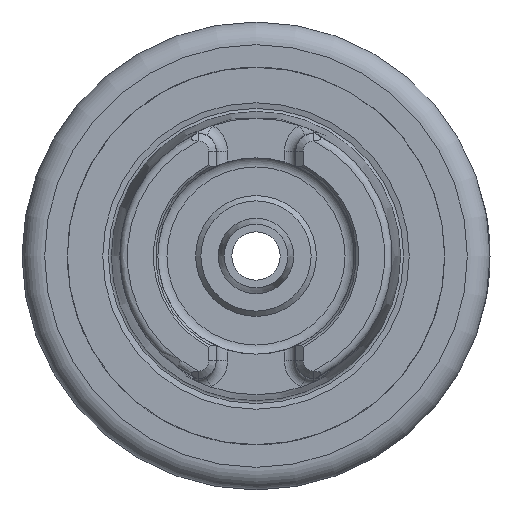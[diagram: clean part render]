
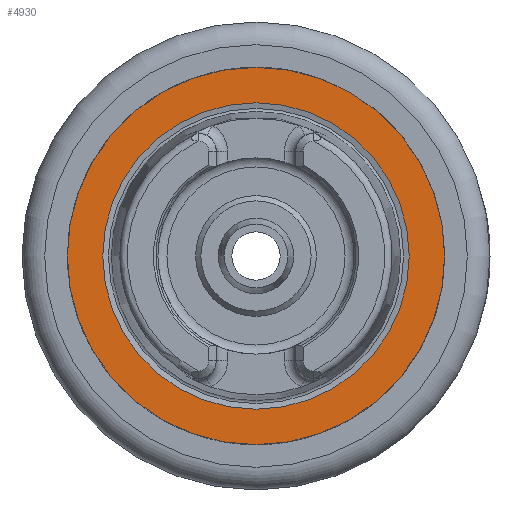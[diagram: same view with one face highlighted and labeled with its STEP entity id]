
A CAD part, left-side view. The second image highlights one B-rep face of the part: STEP entity #4930.
In plain terms, the highlighted planar face has unit normal (-1, 0, 0).
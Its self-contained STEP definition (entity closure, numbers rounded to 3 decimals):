
#4896=CARTESIAN_POINT('',(0.0,20.296,0.0));
#4897=VERTEX_POINT('',#4896);
#4898=CARTESIAN_POINT('',(0.0,0.0,0.0));
#4899=DIRECTION('',(1.0,0.0,0.0));
#4900=DIRECTION('',(0.0,1.0,0.0));
#4901=AXIS2_PLACEMENT_3D('',#4898,#4899,#4900);
#4902=CIRCLE('',#4901,20.296);
#4903=EDGE_CURVE('',#4897,#4897,#4902,.T.);
#4911=CARTESIAN_POINT('',(0.0,22.648,0.0));
#4912=DIRECTION('',(-1.0,0.0,0.0));
#4913=DIRECTION('',(0.0,0.0,1.0));
#4914=AXIS2_PLACEMENT_3D('',#4911,#4912,#4913);
#4915=PLANE('',#4914);
#4916=CARTESIAN_POINT('',(0.0,25.,0.0));
#4917=VERTEX_POINT('',#4916);
#4918=CARTESIAN_POINT('',(0.0,0.0,0.0));
#4919=DIRECTION('',(1.0,0.0,0.0));
#4920=DIRECTION('',(0.0,1.0,0.0));
#4921=AXIS2_PLACEMENT_3D('',#4918,#4919,#4920);
#4922=CIRCLE('',#4921,25.);
#4923=EDGE_CURVE('',#4917,#4917,#4922,.T.);
#4924=ORIENTED_EDGE('',*,*,#4923,.F.);
#4925=EDGE_LOOP('',(#4924));
#4926=FACE_OUTER_BOUND('',#4925,.T.);
#4927=ORIENTED_EDGE('',*,*,#4903,.T.);
#4928=EDGE_LOOP('',(#4927));
#4929=FACE_BOUND('',#4928,.T.);
#4930=ADVANCED_FACE('',(#4926,#4929),#4915,.T.);
